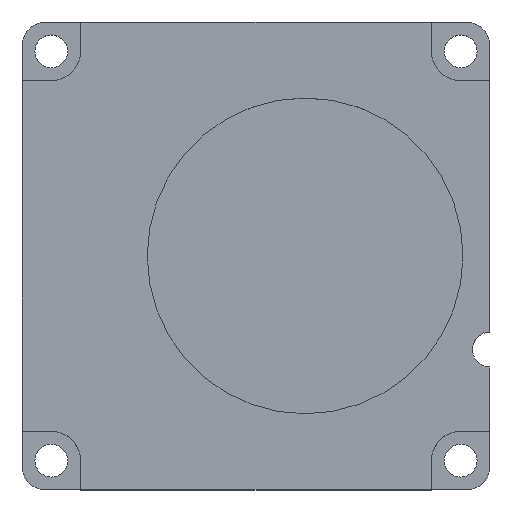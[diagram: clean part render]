
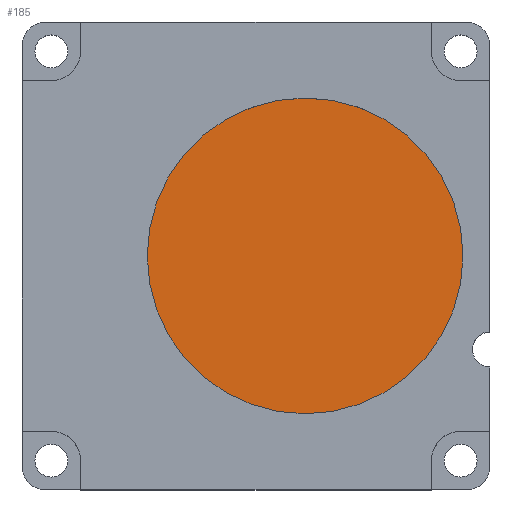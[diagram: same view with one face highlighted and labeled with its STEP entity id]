
A CAD part, top view. The second image highlights one B-rep face of the part: STEP entity #185.
In plain terms, the highlighted planar face has unit normal (0, 0, 1).
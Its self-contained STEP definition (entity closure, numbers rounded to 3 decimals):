
#68 = AXIS2_PLACEMENT_3D ( 'NONE', #316, #999, #2032 ) ;
#160 = FACE_OUTER_BOUND ( 'NONE', #1491, .T. ) ;
#185 = ADVANCED_FACE ( 'NONE', ( #160 ), #1486, .T. ) ;
#279 = VERTEX_POINT ( 'NONE', #644 ) ;
#316 = CARTESIAN_POINT ( 'NONE',  ( 24.2, 20., 9. ) ) ;
#431 = CIRCLE ( 'NONE', #573, 13.5 ) ;
#573 = AXIS2_PLACEMENT_3D ( 'NONE', #1543, #1041, #1005 ) ;
#587 = DIRECTION ( 'NONE',  ( 1., 0., 0. ) ) ;
#644 = CARTESIAN_POINT ( 'NONE',  ( 37.7, 20., 9. ) ) ;
#798 = VERTEX_POINT ( 'NONE', #846 ) ;
#846 = CARTESIAN_POINT ( 'NONE',  ( 10.7, 20., 9. ) ) ;
#987 = ORIENTED_EDGE ( 'NONE', *, *, #2224, .T. ) ;
#999 = DIRECTION ( 'NONE',  ( 0., 0., 1. ) ) ;
#1005 = DIRECTION ( 'NONE',  ( 1., 0., 0. ) ) ;
#1041 = DIRECTION ( 'NONE',  ( 0., 0., 1. ) ) ;
#1051 = EDGE_CURVE ( 'NONE', #798, #279, #1076, .T. ) ;
#1076 = CIRCLE ( 'NONE', #1112, 13.5 ) ;
#1081 = CARTESIAN_POINT ( 'NONE',  ( 24.2, 20., 9. ) ) ;
#1112 = AXIS2_PLACEMENT_3D ( 'NONE', #1081, #1768, #587 ) ;
#1116 = ORIENTED_EDGE ( 'NONE', *, *, #1051, .T. ) ;
#1486 = PLANE ( 'NONE',  #68 ) ;
#1491 = EDGE_LOOP ( 'NONE', ( #987, #1116 ) ) ;
#1543 = CARTESIAN_POINT ( 'NONE',  ( 24.2, 20., 9. ) ) ;
#1768 = DIRECTION ( 'NONE',  ( 0., 0., 1. ) ) ;
#2032 = DIRECTION ( 'NONE',  ( 1., 0., 0. ) ) ;
#2224 = EDGE_CURVE ( 'NONE', #279, #798, #431, .T. ) ;
